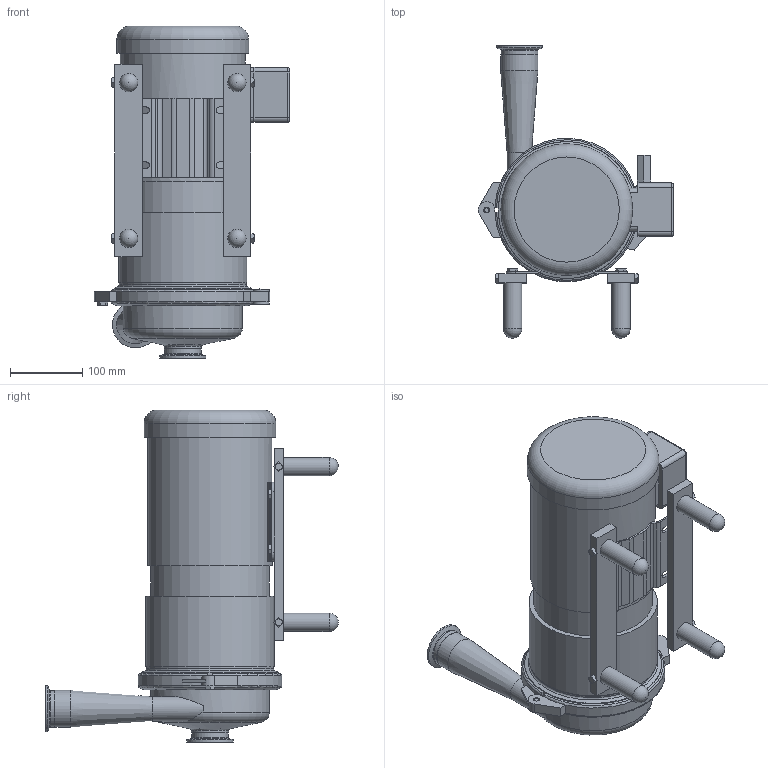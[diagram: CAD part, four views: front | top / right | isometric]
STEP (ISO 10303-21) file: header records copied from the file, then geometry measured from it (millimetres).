
FILE_DESCRIPTION(/* description */ (''),/* implementation_level */ '2;1');
FILE_NAME(/* name */ 'W+_W+22-20_56C_2.0x2.0_S-Line_0.stp',/* time_stamp */ '2020-09-03T17:57:21+05:00',/* author */ ('KRXREM'),/* organization */ (''),/* preprocessor_version */ 'ST-DEVELOPER v17',/* originating_system */ 'Autodesk Inventor 2018',/* authorisation */ '');
FILE_SCHEMA (('AUTOMOTIVE_DESIGN { 1 0 10303 214 3 1 1 }'));
Length unit declared in the file: inch
Products named in the file (1): W+_W+22-20_56C_2.0x2.0_S-Line_0.5HP_SM
Bounding box: 270.58 x 405.5 x 460.16 mm (x, y, z)
Volume: 11534426.3 mm3; surface area: 465875.4 mm2
Topology: 1 solids, 1 shells, 432 faces, 1185 edges, 761 vertices
Faces by surface type: plane 235, cylinder 81, cone 61, bspline 29, torus 22, sphere 4
Full cylindrical faces by diameter (mm): 7.938 x5, 8 x1, 10 x1, 25.4 x4, 33.7 x1, 47.498 x2, 50.927 x2, 51.6 x2, 63.881 x2, 164.846 x1, 165 x1, 172.974 x1, 176 x1, 178 x1, 182.626 x1, 190 x1
Entity records: 14328 total; most frequent: CARTESIAN_POINT 3210, ORIENTED_EDGE 2362, DIRECTION 2173, EDGE_CURVE 1181, AXIS2_PLACEMENT_3D 765, VERTEX_POINT 761, LINE 643, VECTOR 643
